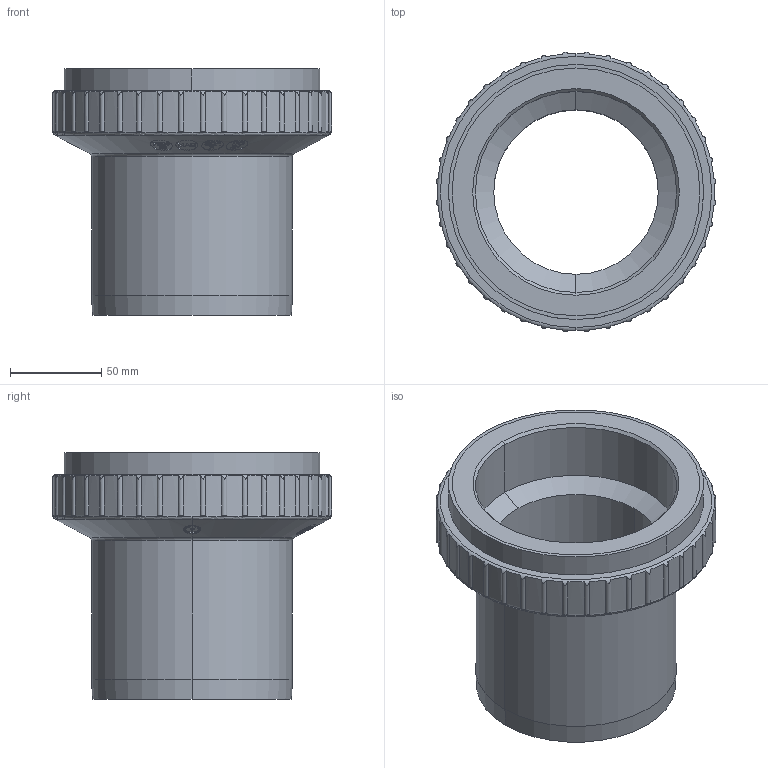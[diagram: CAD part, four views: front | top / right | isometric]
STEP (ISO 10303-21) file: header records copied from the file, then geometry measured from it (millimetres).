
FILE_DESCRIPTION((''),'2;1');
FILE_NAME('F2181100400_ASM','2017-04-18T',('Stefano'),(''),'PRO/ENGINEER BY PARAMETRIC TECHNOLOGY CORPORATION, 2012130','PRO/ENGINEER BY PARAMETRIC TECHNOLOGY CORPORATION, 2012130','');
FILE_SCHEMA(('CONFIG_CONTROL_DESIGN'));
Length unit declared in the file: millimetre
Products named in the file (3): C050200019_AF0; C030200004; F2181100400_ASM
Assembly tree (2 placements, depth 2):
  F2181100400_ASM
    C050200019_AF0
    C030200004
Bounding box: 153.03 x 153.03 x 135 mm (x, y, z)
Volume: 628670.5 mm3; surface area: 122737.6 mm2
Topology: 2 solids, 2 shells, 1201 faces, 3353 edges, 2215 vertices
Faces by surface type: plane 1035, cylinder 108, bspline 44, cone 8, torus 6
Entity records: 41174 total; most frequent: CARTESIAN_POINT 10503, ORIENTED_EDGE 6706, DIRECTION 5749, EDGE_CURVE 3353, VECTOR 2909, LINE 2909, VERTEX_POINT 2215, AXIS2_PLACEMENT_3D 1420
